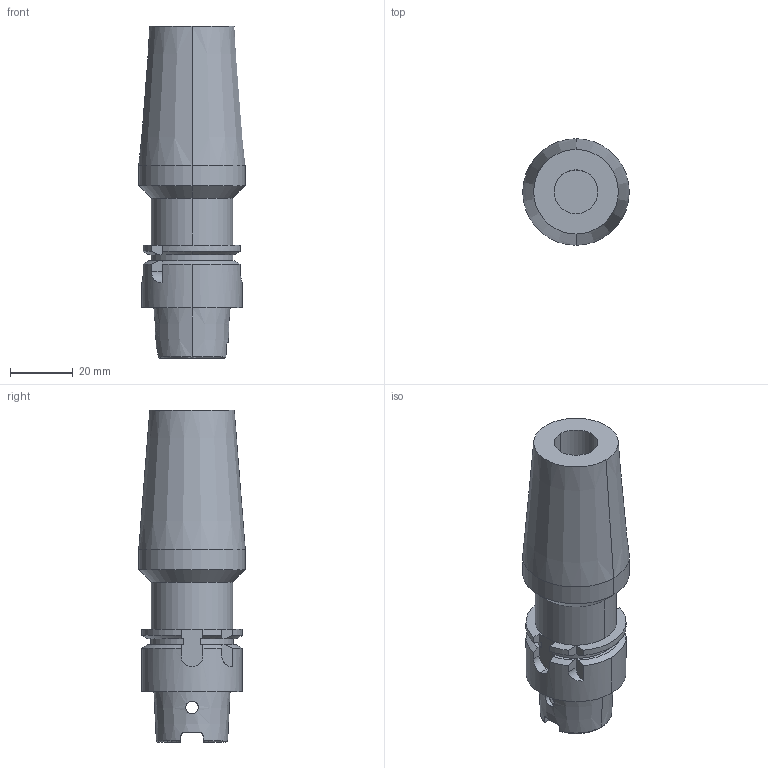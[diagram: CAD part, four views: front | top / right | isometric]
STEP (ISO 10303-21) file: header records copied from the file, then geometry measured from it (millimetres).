
FILE_DESCRIPTION (( 'STEP AP203' ), '1' );
FILE_NAME ('STP-SAKEM-70.651.14.090.STEP', '2021-03-19T01:23:05', ( '' ), ( '' ), 'SwSTEP 2.0', 'SolidWorks 2017', '' );
FILE_SCHEMA (( 'CONFIG_CONTROL_DESIGN' ));
Length unit declared in the file: millimetre
Products named in the file (1): STP-SAKEM-70.651.14.090
Bounding box: 34 x 34 x 106 mm (x, y, z)
Volume: 56871.3 mm3; surface area: 15553.4 mm2
Topology: 1 solids, 1 shells, 99 faces, 262 edges, 167 vertices
Faces by surface type: cylinder 37, plane 34, cone 21, torus 7
Entity records: 3524 total; most frequent: CARTESIAN_POINT 993, ORIENTED_EDGE 524, DIRECTION 513, EDGE_CURVE 262, AXIS2_PLACEMENT_3D 199, VERTEX_POINT 167, LINE 115, VECTOR 115
